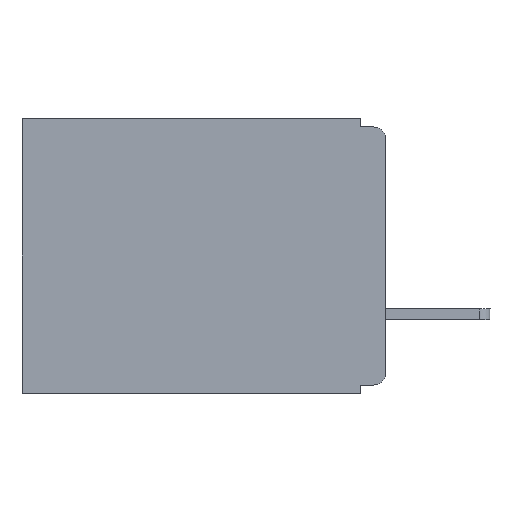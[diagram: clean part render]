
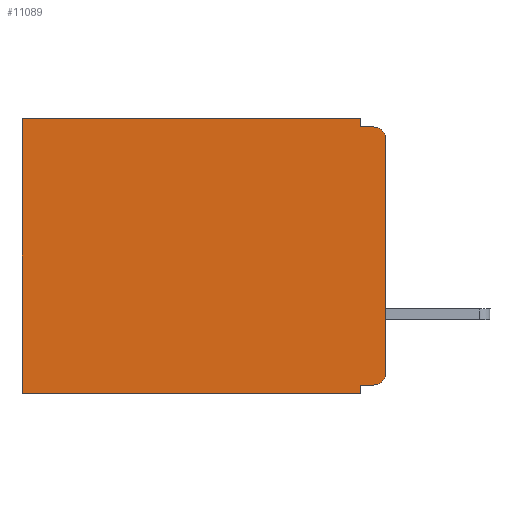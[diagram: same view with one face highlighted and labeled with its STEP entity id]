
A CAD part, left-side view. The second image highlights one B-rep face of the part: STEP entity #11089.
In plain terms, the highlighted planar face has unit normal (-1, 0, 0).
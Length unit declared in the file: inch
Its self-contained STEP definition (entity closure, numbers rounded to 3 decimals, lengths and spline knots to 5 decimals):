
#262 = EDGE_CURVE ( 'NONE', #3829, #8684, #1306, .T. ) ;
#345 = DIRECTION ( 'NONE',  ( 1., 0., 0. ) ) ;
#412 = CARTESIAN_POINT ( 'NONE',  ( 0.3, 0.031, -0.01 ) ) ;
#458 = DIRECTION ( 'NONE',  ( 0., 1., 0. ) ) ;
#875 = VERTEX_POINT ( 'NONE', #6933 ) ;
#1054 = ORIENTED_EDGE ( 'NONE', *, *, #10699, .T. ) ;
#1306 = LINE ( 'NONE', #4313, #8993 ) ;
#1319 = VERTEX_POINT ( 'NONE', #8053 ) ;
#1386 = ORIENTED_EDGE ( 'NONE', *, *, #9148, .T. ) ;
#1491 = EDGE_CURVE ( 'NONE', #6644, #875, #5165, .T. ) ;
#1803 = CARTESIAN_POINT ( 'NONE',  ( 0.3, 0.437, -0.33 ) ) ;
#2006 = DIRECTION ( 'NONE',  ( -1., 0., 0. ) ) ;
#2061 = VERTEX_POINT ( 'NONE', #3657 ) ;
#2172 = PLANE ( 'NONE',  #10971 ) ;
#2265 = CIRCLE ( 'NONE', #7681, 0.015 ) ;
#2406 = CARTESIAN_POINT ( 'NONE',  ( 0.3, 0.015, -0.305 ) ) ;
#2505 = LINE ( 'NONE', #8553, #3194 ) ;
#2594 = DIRECTION ( 'NONE',  ( 0., 1., 0. ) ) ;
#2653 = EDGE_CURVE ( 'NONE', #3829, #7117, #4919, .T. ) ;
#2961 = CARTESIAN_POINT ( 'NONE',  ( 0.3, 0., -0.025 ) ) ;
#3025 = EDGE_CURVE ( 'NONE', #8684, #1319, #10096, .T. ) ;
#3194 = VECTOR ( 'NONE', #4219, 39.37008 ) ;
#3554 = LINE ( 'NONE', #1803, #6616 ) ;
#3657 = CARTESIAN_POINT ( 'NONE',  ( 0.3, 0., -0.305 ) ) ;
#3716 = CARTESIAN_POINT ( 'NONE',  ( 0.3, 0., -0.01 ) ) ;
#3829 = VERTEX_POINT ( 'NONE', #6246 ) ;
#3834 = CARTESIAN_POINT ( 'NONE',  ( 0.3, 0., -0.33 ) ) ;
#3841 = ORIENTED_EDGE ( 'NONE', *, *, #5310, .F. ) ;
#4219 = DIRECTION ( 'NONE',  ( 0., 0., -1. ) ) ;
#4313 = CARTESIAN_POINT ( 'NONE',  ( 0.3, 0.031, 0. ) ) ;
#4392 = DIRECTION ( 'NONE',  ( 0., 0., -1. ) ) ;
#4427 = AXIS2_PLACEMENT_3D ( 'NONE', #8309, #2006, #4392 ) ;
#4612 = VECTOR ( 'NONE', #458, 39.37008 ) ;
#4684 = DIRECTION ( 'NONE',  ( 0., 0., -1. ) ) ;
#4854 = VECTOR ( 'NONE', #7818, 39.37008 ) ;
#4919 = LINE ( 'NONE', #8818, #9263 ) ;
#4926 = ORIENTED_EDGE ( 'NONE', *, *, #2653, .T. ) ;
#5135 = ORIENTED_EDGE ( 'NONE', *, *, #262, .F. ) ;
#5165 = LINE ( 'NONE', #10282, #4612 ) ;
#5244 = CARTESIAN_POINT ( 'NONE',  ( 0.3, 0.015, -0.32 ) ) ;
#5277 = ORIENTED_EDGE ( 'NONE', *, *, #9588, .F. ) ;
#5310 = EDGE_CURVE ( 'NONE', #6777, #2061, #2505, .T. ) ;
#5322 = EDGE_CURVE ( 'NONE', #875, #6923, #7251, .T. ) ;
#5564 = FACE_OUTER_BOUND ( 'NONE', #8975, .T. ) ;
#5614 = VECTOR ( 'NONE', #2594, 39.37008 ) ;
#5881 = VECTOR ( 'NONE', #10751, 39.37008 ) ;
#6068 = CARTESIAN_POINT ( 'NONE',  ( 0.3, 0., -0.33 ) ) ;
#6125 = DIRECTION ( 'NONE',  ( 0., 1., 0. ) ) ;
#6246 = CARTESIAN_POINT ( 'NONE',  ( 0.3, 0.031, 0. ) ) ;
#6389 = ORIENTED_EDGE ( 'NONE', *, *, #3025, .F. ) ;
#6616 = VECTOR ( 'NONE', #10051, 39.37008 ) ;
#6644 = VERTEX_POINT ( 'NONE', #5244 ) ;
#6777 = VERTEX_POINT ( 'NONE', #2961 ) ;
#6923 = VERTEX_POINT ( 'NONE', #11582 ) ;
#6933 = CARTESIAN_POINT ( 'NONE',  ( 0.3, 0.031, -0.32 ) ) ;
#7117 = VERTEX_POINT ( 'NONE', #9442 ) ;
#7121 = EDGE_CURVE ( 'NONE', #6777, #1319, #7352, .T. ) ;
#7148 = CARTESIAN_POINT ( 'NONE',  ( 0.3, 0.437, -0.33 ) ) ;
#7251 = LINE ( 'NONE', #11337, #4854 ) ;
#7352 = CIRCLE ( 'NONE', #4427, 0.015 ) ;
#7681 = AXIS2_PLACEMENT_3D ( 'NONE', #2406, #10485, #11357 ) ;
#7818 = DIRECTION ( 'NONE',  ( 0., 0., -1. ) ) ;
#7979 = ORIENTED_EDGE ( 'NONE', *, *, #1491, .F. ) ;
#8053 = CARTESIAN_POINT ( 'NONE',  ( 0.3, 0.015, -0.01 ) ) ;
#8104 = ORIENTED_EDGE ( 'NONE', *, *, #5322, .F. ) ;
#8278 = ORIENTED_EDGE ( 'NONE', *, *, #7121, .T. ) ;
#8309 = CARTESIAN_POINT ( 'NONE',  ( 0.3, 0.015, -0.025 ) ) ;
#8553 = CARTESIAN_POINT ( 'NONE',  ( 0.3, 0., -0.33 ) ) ;
#8684 = VERTEX_POINT ( 'NONE', #412 ) ;
#8818 = CARTESIAN_POINT ( 'NONE',  ( 0.3, 0., 0. ) ) ;
#8975 = EDGE_LOOP ( 'NONE', ( #3841, #8278, #6389, #5135, #4926, #1386, #5277, #8104, #7979, #1054 ) ) ;
#8993 = VECTOR ( 'NONE', #10576, 39.37008 ) ;
#9148 = EDGE_CURVE ( 'NONE', #7117, #9714, #3554, .T. ) ;
#9263 = VECTOR ( 'NONE', #6125, 39.37008 ) ;
#9442 = CARTESIAN_POINT ( 'NONE',  ( 0.3, 0.437, 0. ) ) ;
#9588 = EDGE_CURVE ( 'NONE', #6923, #9714, #9836, .T. ) ;
#9714 = VERTEX_POINT ( 'NONE', #7148 ) ;
#9836 = LINE ( 'NONE', #6068, #5614 ) ;
#10051 = DIRECTION ( 'NONE',  ( 0., 0., -1. ) ) ;
#10096 = LINE ( 'NONE', #3716, #5881 ) ;
#10282 = CARTESIAN_POINT ( 'NONE',  ( 0.3, 0., -0.32 ) ) ;
#10485 = DIRECTION ( 'NONE',  ( -1., 0., 0. ) ) ;
#10576 = DIRECTION ( 'NONE',  ( 0., 0., -1. ) ) ;
#10699 = EDGE_CURVE ( 'NONE', #6644, #2061, #2265, .T. ) ;
#10751 = DIRECTION ( 'NONE',  ( 0., -1., 0. ) ) ;
#10971 = AXIS2_PLACEMENT_3D ( 'NONE', #3834, #345, #4684 ) ;
#11089 = ADVANCED_FACE ( 'NONE', ( #5564 ), #2172, .F. ) ;
#11337 = CARTESIAN_POINT ( 'NONE',  ( 0.3, 0.031, -0.33 ) ) ;
#11357 = DIRECTION ( 'NONE',  ( 0., 0., -1. ) ) ;
#11582 = CARTESIAN_POINT ( 'NONE',  ( 0.3, 0.031, -0.33 ) ) ;
